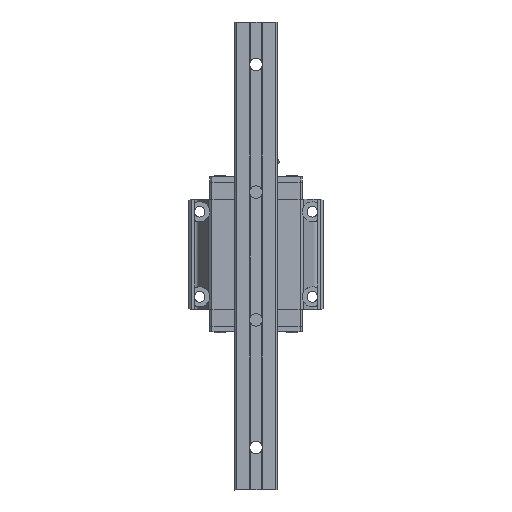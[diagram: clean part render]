
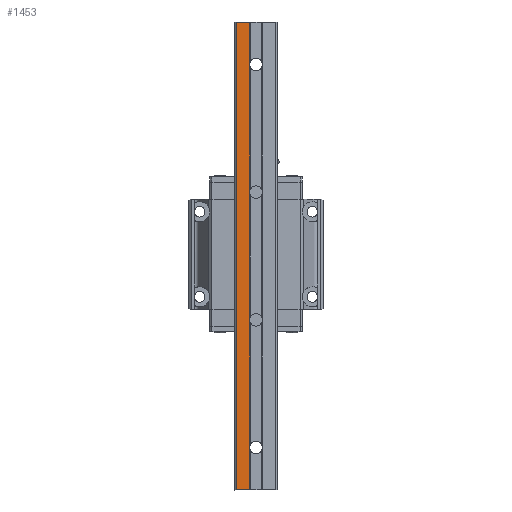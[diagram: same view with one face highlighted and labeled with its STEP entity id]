
A CAD part, front view. The second image highlights one B-rep face of the part: STEP entity #1453.
In plain terms, the highlighted face is planar.
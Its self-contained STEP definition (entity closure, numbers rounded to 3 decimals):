
#528 = VERTEX_POINT ( 'NONE', #8786 ) ;
#945 = EDGE_CURVE ( 'NONE', #17525, #9989, #15831, .T. ) ;
#983 = VECTOR ( 'NONE', #9684, 1000. ) ;
#1453 = ADVANCED_FACE ( 'NONE', ( #12552 ), #2686, .T. ) ;
#2056 = ORIENTED_EDGE ( 'NONE', *, *, #15704, .T. ) ;
#2080 = VECTOR ( 'NONE', #17318, 1000. ) ;
#2365 = CARTESIAN_POINT ( 'NONE',  ( -3., -110., 0. ) ) ;
#2434 = DIRECTION ( 'NONE',  ( 1., 0., 0. ) ) ;
#2673 = VECTOR ( 'NONE', #14853, 1000. ) ;
#2686 = PLANE ( 'NONE',  #6830 ) ;
#2982 = ORIENTED_EDGE ( 'NONE', *, *, #10302, .T. ) ;
#3322 = VECTOR ( 'NONE', #7804, 1000. ) ;
#4063 = DIRECTION ( 'NONE',  ( -1., 0., 0. ) ) ;
#5037 = CARTESIAN_POINT ( 'NONE',  ( -3., -110., 0. ) ) ;
#5193 = DIRECTION ( 'NONE',  ( 1., 0., 0. ) ) ;
#5242 = CARTESIAN_POINT ( 'NONE',  ( -3., -110., 0. ) ) ;
#5249 = LINE ( 'NONE', #6577, #8455 ) ;
#5299 = EDGE_CURVE ( 'NONE', #9475, #15791, #10877, .T. ) ;
#5340 = CARTESIAN_POINT ( 'NONE',  ( -3., -110., 0. ) ) ;
#5365 = VERTEX_POINT ( 'NONE', #8125 ) ;
#5379 = ORIENTED_EDGE ( 'NONE', *, *, #8167, .T. ) ;
#6263 = CARTESIAN_POINT ( 'NONE',  ( -3., 90., 0. ) ) ;
#6335 = LINE ( 'NONE', #5242, #2673 ) ;
#6577 = CARTESIAN_POINT ( 'NONE',  ( -10.235, -110., 0. ) ) ;
#6646 = CARTESIAN_POINT ( 'NONE',  ( -9.117, -110., 0. ) ) ;
#6830 = AXIS2_PLACEMENT_3D ( 'NONE', #5340, #12276, #4063 ) ;
#6986 = LINE ( 'NONE', #5037, #3322 ) ;
#7245 = VECTOR ( 'NONE', #16104, 1000. ) ;
#7345 = ORIENTED_EDGE ( 'NONE', *, *, #7753, .T. ) ;
#7738 = CARTESIAN_POINT ( 'NONE',  ( -9.117, -110., 0. ) ) ;
#7753 = EDGE_CURVE ( 'NONE', #528, #11601, #15583, .T. ) ;
#7804 = DIRECTION ( 'NONE',  ( 0., -1., 0. ) ) ;
#8125 = CARTESIAN_POINT ( 'NONE',  ( -3., -110., 0. ) ) ;
#8167 = EDGE_CURVE ( 'NONE', #15791, #5365, #6335, .T. ) ;
#8455 = VECTOR ( 'NONE', #5193, 1000. ) ;
#8571 = EDGE_CURVE ( 'NONE', #17525, #5365, #5249, .T. ) ;
#8786 = CARTESIAN_POINT ( 'NONE',  ( -3., 110., 0. ) ) ;
#9089 = DIRECTION ( 'NONE',  ( 0., -1., 0. ) ) ;
#9270 = CARTESIAN_POINT ( 'NONE',  ( -10.235, 110., 0. ) ) ;
#9475 = VERTEX_POINT ( 'NONE', #11918 ) ;
#9684 = DIRECTION ( 'NONE',  ( 0., -1., 0. ) ) ;
#9817 = ORIENTED_EDGE ( 'NONE', *, *, #5299, .T. ) ;
#9927 = CARTESIAN_POINT ( 'NONE',  ( -9.117, 110., 0. ) ) ;
#9989 = VERTEX_POINT ( 'NONE', #9927 ) ;
#10117 = LINE ( 'NONE', #9270, #10563 ) ;
#10302 = EDGE_CURVE ( 'NONE', #9989, #528, #10117, .T. ) ;
#10563 = VECTOR ( 'NONE', #2434, 1000. ) ;
#10793 = VECTOR ( 'NONE', #9089, 1000. ) ;
#10877 = LINE ( 'NONE', #2365, #7245 ) ;
#11601 = VERTEX_POINT ( 'NONE', #6263 ) ;
#11644 = LINE ( 'NONE', #13217, #10793 ) ;
#11918 = CARTESIAN_POINT ( 'NONE',  ( -3., -30., 0. ) ) ;
#12110 = EDGE_CURVE ( 'NONE', #11601, #16042, #11644, .T. ) ;
#12186 = ORIENTED_EDGE ( 'NONE', *, *, #8571, .F. ) ;
#12276 = DIRECTION ( 'NONE',  ( 0., 0., -1. ) ) ;
#12552 = FACE_OUTER_BOUND ( 'NONE', #14791, .T. ) ;
#12570 = ORIENTED_EDGE ( 'NONE', *, *, #945, .T. ) ;
#13217 = CARTESIAN_POINT ( 'NONE',  ( -3., -110., 0. ) ) ;
#13490 = CARTESIAN_POINT ( 'NONE',  ( -3., -90., 0. ) ) ;
#14791 = EDGE_LOOP ( 'NONE', ( #9817, #5379, #12186, #12570, #2982, #7345, #16817, #2056 ) ) ;
#14853 = DIRECTION ( 'NONE',  ( 0., -1., 0. ) ) ;
#15164 = CARTESIAN_POINT ( 'NONE',  ( -3., -110., 0. ) ) ;
#15583 = LINE ( 'NONE', #15164, #983 ) ;
#15704 = EDGE_CURVE ( 'NONE', #16042, #9475, #6986, .T. ) ;
#15791 = VERTEX_POINT ( 'NONE', #13490 ) ;
#15831 = LINE ( 'NONE', #7738, #2080 ) ;
#16042 = VERTEX_POINT ( 'NONE', #16770 ) ;
#16104 = DIRECTION ( 'NONE',  ( 0., -1., 0. ) ) ;
#16770 = CARTESIAN_POINT ( 'NONE',  ( -3., 30., 0. ) ) ;
#16817 = ORIENTED_EDGE ( 'NONE', *, *, #12110, .T. ) ;
#17318 = DIRECTION ( 'NONE',  ( 0., 1., 0. ) ) ;
#17525 = VERTEX_POINT ( 'NONE', #6646 ) ;
